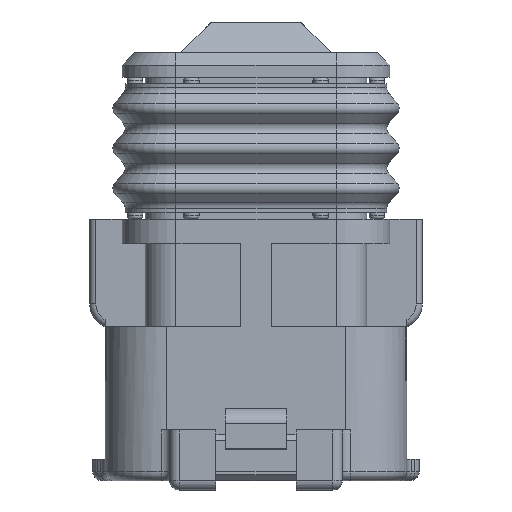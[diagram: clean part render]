
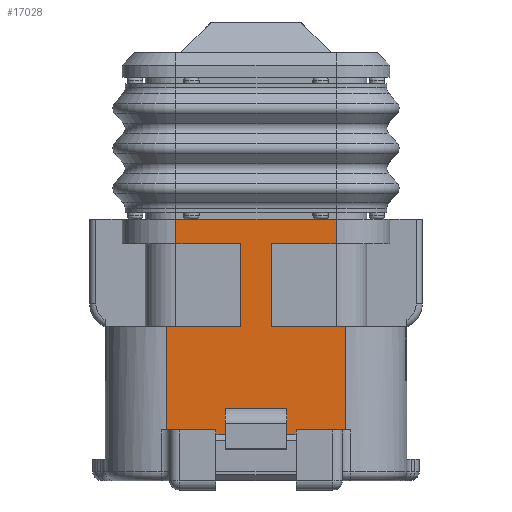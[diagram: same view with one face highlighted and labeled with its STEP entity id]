
A CAD part, left-side view. The second image highlights one B-rep face of the part: STEP entity #17028.
In plain terms, the highlighted planar face has unit normal (-1, 0, 0).
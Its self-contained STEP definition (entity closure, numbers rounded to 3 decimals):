
#1380=DIRECTION('',(0.,0.,-1.));
#1381=VECTOR('',#1380,3.35);
#1382=CARTESIAN_POINT('',(-4.35,2.9,-8.9));
#1383=LINE('',#1382,#1381);
#1523=DIRECTION('',(0.,1.,0.));
#1524=VECTOR('',#1523,5.2);
#1525=CARTESIAN_POINT('',(-4.35,-2.6,-5.4));
#1526=LINE('',#1525,#1524);
#3798=DIRECTION('',(0.,1.,0.));
#3799=VECTOR('',#3798,2.1);
#3800=CARTESIAN_POINT('',(-4.35,-2.6,-6.2));
#3801=LINE('',#3800,#3799);
#3832=DIRECTION('',(0.,1.,0.));
#3833=VECTOR('',#3832,2.1);
#3834=CARTESIAN_POINT('',(-4.35,0.5,-6.2));
#3835=LINE('',#3834,#3833);
#4844=DIRECTION('',(0.,1.,0.));
#4845=VECTOR('',#4844,2.4);
#4846=CARTESIAN_POINT('',(-4.35,-2.9,-8.9));
#4847=LINE('',#4846,#4845);
#4852=DIRECTION('',(0.,1.,0.));
#4853=VECTOR('',#4852,2.4);
#4854=CARTESIAN_POINT('',(-4.35,0.5,-8.9));
#4855=LINE('',#4854,#4853);
#5869=DIRECTION('',(0.,0.,1.));
#5870=VECTOR('',#5869,2.7);
#5871=CARTESIAN_POINT('',(-4.35,-0.5,-8.9));
#5872=LINE('',#5871,#5870);
#5873=DIRECTION('',(0.,0.,-1.));
#5874=VECTOR('',#5873,0.8);
#5875=CARTESIAN_POINT('',(-4.35,-2.6,-5.4));
#5876=LINE('',#5875,#5874);
#5877=DIRECTION('',(0.,0.,-1.));
#5878=VECTOR('',#5877,3.35);
#5879=CARTESIAN_POINT('',(-4.35,-2.9,-8.9));
#5880=LINE('',#5879,#5878);
#5881=DIRECTION('',(0.,0.,1.));
#5882=VECTOR('',#5881,0.15);
#5883=CARTESIAN_POINT('',(-4.35,-1.3,-12.4));
#5884=LINE('',#5883,#5882);
#5885=DIRECTION('',(0.,1.,0.));
#5886=VECTOR('',#5885,0.3);
#5887=CARTESIAN_POINT('',(-4.35,-1.3,-12.4));
#5888=LINE('',#5887,#5886);
#5889=DIRECTION('',(0.,-1.,0.));
#5890=VECTOR('',#5889,2.);
#5891=CARTESIAN_POINT('',(-4.35,1.,-11.55));
#5892=LINE('',#5891,#5890);
#5893=DIRECTION('',(0.,1.,0.));
#5894=VECTOR('',#5893,0.3);
#5895=CARTESIAN_POINT('',(-4.35,1.,-12.4));
#5896=LINE('',#5895,#5894);
#5897=DIRECTION('',(0.,0.,1.));
#5898=VECTOR('',#5897,0.15);
#5899=CARTESIAN_POINT('',(-4.35,1.3,-12.4));
#5900=LINE('',#5899,#5898);
#5901=DIRECTION('',(0.,0.,1.));
#5902=VECTOR('',#5901,2.7);
#5903=CARTESIAN_POINT('',(-4.35,0.5,-8.9));
#5904=LINE('',#5903,#5902);
#5905=DIRECTION('',(0.,0.,-1.));
#5906=VECTOR('',#5905,0.8);
#5907=CARTESIAN_POINT('',(-4.35,2.6,-5.4));
#5908=LINE('',#5907,#5906);
#6055=DIRECTION('',(0.,-1.,0.));
#6056=VECTOR('',#6055,1.6);
#6057=CARTESIAN_POINT('',(-4.35,-1.3,-12.25));
#6058=LINE('',#6057,#6056);
#6072=DIRECTION('',(0.,-1.,0.));
#6073=VECTOR('',#6072,1.6);
#6074=CARTESIAN_POINT('',(-4.35,2.9,-12.25));
#6075=LINE('',#6074,#6073);
#6445=DIRECTION('',(0.,0.,1.));
#6446=VECTOR('',#6445,0.85);
#6447=CARTESIAN_POINT('',(-4.35,1.,-12.4));
#6448=LINE('',#6447,#6446);
#6471=DIRECTION('',(0.,0.,-1.));
#6472=VECTOR('',#6471,0.85);
#6473=CARTESIAN_POINT('',(-4.35,-1.,-11.55));
#6474=LINE('',#6473,#6472);
#6768=CARTESIAN_POINT('',(-4.35,-2.6,-5.4));
#6770=VERTEX_POINT('',#6768);
#6771=CARTESIAN_POINT('',(-4.35,2.6,-5.4));
#6772=VERTEX_POINT('',#6771);
#6784=CARTESIAN_POINT('',(-4.35,-2.6,-6.2));
#6786=VERTEX_POINT('',#6784);
#6787=CARTESIAN_POINT('',(-4.35,2.6,-6.2));
#6789=VERTEX_POINT('',#6787);
#6897=CARTESIAN_POINT('',(-4.35,-1.,-12.4));
#6899=VERTEX_POINT('',#6897);
#6901=CARTESIAN_POINT('',(-4.35,1.,-12.4));
#6903=VERTEX_POINT('',#6901);
#7283=CARTESIAN_POINT('',(-4.35,1.3,-12.4));
#7285=VERTEX_POINT('',#7283);
#7355=CARTESIAN_POINT('',(-4.35,-1.,-11.55));
#7356=VERTEX_POINT('',#7355);
#7357=CARTESIAN_POINT('',(-4.35,1.,-11.55));
#7358=VERTEX_POINT('',#7357);
#8296=CARTESIAN_POINT('',(-4.35,-0.5,-8.9));
#8297=VERTEX_POINT('',#8296);
#8298=CARTESIAN_POINT('',(-4.35,0.5,-8.9));
#8299=VERTEX_POINT('',#8298);
#8300=CARTESIAN_POINT('',(-4.35,-0.5,-6.2));
#8301=VERTEX_POINT('',#8300);
#8302=CARTESIAN_POINT('',(-4.35,0.5,-6.2));
#8303=VERTEX_POINT('',#8302);
#8356=CARTESIAN_POINT('',(-4.35,1.3,-12.25));
#8357=VERTEX_POINT('',#8356);
#8358=CARTESIAN_POINT('',(-4.35,-1.3,-12.4));
#8359=CARTESIAN_POINT('',(-4.35,-1.3,-12.25));
#8360=VERTEX_POINT('',#8358);
#8361=VERTEX_POINT('',#8359);
#8362=CARTESIAN_POINT('',(-4.35,2.9,-12.25));
#8364=VERTEX_POINT('',#8362);
#8367=CARTESIAN_POINT('',(-4.35,-2.9,-12.25));
#8369=VERTEX_POINT('',#8367);
#8370=CARTESIAN_POINT('',(-4.35,2.9,-8.9));
#8371=VERTEX_POINT('',#8370);
#8372=CARTESIAN_POINT('',(-4.35,-2.9,-8.9));
#8373=VERTEX_POINT('',#8372);
#16989=CARTESIAN_POINT('',(-4.35,-2.9,-8.9));
#16990=DIRECTION('',(-1.,0.,0.));
#16991=DIRECTION('',(0.,1.,0.));
#16992=AXIS2_PLACEMENT_3D('',#16989,#16990,#16991);
#16993=PLANE('',#16992);
#16994=ORIENTED_EDGE('',*,*,#15424,.F.);
#16996=ORIENTED_EDGE('',*,*,#16995,.T.);
#16997=ORIENTED_EDGE('',*,*,#14026,.T.);
#16999=ORIENTED_EDGE('',*,*,#16998,.F.);
#17000=ORIENTED_EDGE('',*,*,#10733,.F.);
#17002=ORIENTED_EDGE('',*,*,#17001,.T.);
#17003=ORIENTED_EDGE('',*,*,#13996,.T.);
#17004=ORIENTED_EDGE('',*,*,#16983,.F.);
#17005=ORIENTED_EDGE('',*,*,#15412,.F.);
#17006=ORIENTED_EDGE('',*,*,#14967,.T.);
#17008=ORIENTED_EDGE('',*,*,#17007,.F.);
#17010=ORIENTED_EDGE('',*,*,#17009,.F.);
#17012=ORIENTED_EDGE('',*,*,#17011,.T.);
#17014=ORIENTED_EDGE('',*,*,#17013,.F.);
#17016=ORIENTED_EDGE('',*,*,#17015,.F.);
#17018=ORIENTED_EDGE('',*,*,#17017,.F.);
#17020=ORIENTED_EDGE('',*,*,#17019,.T.);
#17022=ORIENTED_EDGE('',*,*,#17021,.T.);
#17024=ORIENTED_EDGE('',*,*,#17023,.F.);
#17025=ORIENTED_EDGE('',*,*,#10581,.F.);
#17026=EDGE_LOOP('',(#16994,#16996,#16997,#16999,#17000,#17002,#17003,#17004,
#17005,#17006,#17008,#17010,#17012,#17014,#17016,#17018,#17020,#17022,#17024,
#17025));
#17027=FACE_OUTER_BOUND('',#17026,.F.);
#17028=ADVANCED_FACE('',(#17027),#16993,.T.);
#10581=EDGE_CURVE('',#8371,#8364,#1383,.T.);
#10733=EDGE_CURVE('',#6770,#6772,#1526,.T.);
#13996=EDGE_CURVE('',#6786,#8301,#3801,.T.);
#14026=EDGE_CURVE('',#8303,#6789,#3835,.T.);
#14967=EDGE_CURVE('',#8373,#8369,#5880,.T.);
#15412=EDGE_CURVE('',#8373,#8297,#4847,.T.);
#15424=EDGE_CURVE('',#8299,#8371,#4855,.T.);
#16983=EDGE_CURVE('',#8297,#8301,#5872,.T.);
#16995=EDGE_CURVE('',#8299,#8303,#5904,.T.);
#16998=EDGE_CURVE('',#6772,#6789,#5908,.T.);
#17001=EDGE_CURVE('',#6770,#6786,#5876,.T.);
#17007=EDGE_CURVE('',#8361,#8369,#6058,.T.);
#17009=EDGE_CURVE('',#8360,#8361,#5884,.T.);
#17011=EDGE_CURVE('',#8360,#6899,#5888,.T.);
#17013=EDGE_CURVE('',#7356,#6899,#6474,.T.);
#17015=EDGE_CURVE('',#7358,#7356,#5892,.T.);
#17017=EDGE_CURVE('',#6903,#7358,#6448,.T.);
#17019=EDGE_CURVE('',#6903,#7285,#5896,.T.);
#17021=EDGE_CURVE('',#7285,#8357,#5900,.T.);
#17023=EDGE_CURVE('',#8364,#8357,#6075,.T.);
